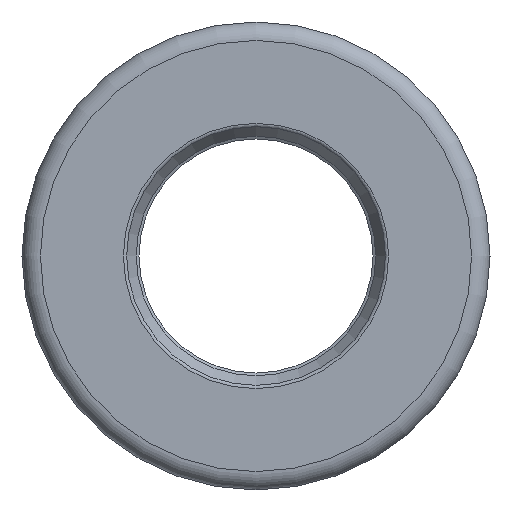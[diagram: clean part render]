
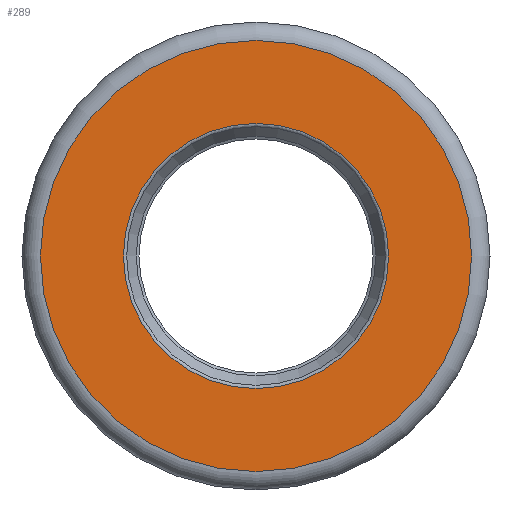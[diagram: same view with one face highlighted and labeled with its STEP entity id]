
A CAD part, left-side view. The second image highlights one B-rep face of the part: STEP entity #289.
In plain terms, the highlighted planar face has unit normal (-1, 0, 0).
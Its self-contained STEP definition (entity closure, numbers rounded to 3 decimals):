
#16=FACE_BOUND('',#56,.T.);
#18=PLANE('',#356);
#40=FACE_OUTER_BOUND('',#55,.T.);
#55=EDGE_LOOP('',(#263,#264));
#56=EDGE_LOOP('',(#265,#266));
#104=CIRCLE('',#353,7.193);
#105=CIRCLE('',#354,7.193);
#107=CIRCLE('',#357,11.7);
#108=CIRCLE('',#358,11.7);
#138=VERTEX_POINT('',#550);
#139=VERTEX_POINT('',#551);
#140=VERTEX_POINT('',#556);
#141=VERTEX_POINT('',#557);
#180=EDGE_CURVE('',#138,#139,#104,.T.);
#181=EDGE_CURVE('',#139,#138,#105,.T.);
#183=EDGE_CURVE('',#140,#141,#107,.T.);
#184=EDGE_CURVE('',#141,#140,#108,.T.);
#263=ORIENTED_EDGE('',*,*,#183,.F.);
#264=ORIENTED_EDGE('',*,*,#184,.F.);
#265=ORIENTED_EDGE('',*,*,#180,.T.);
#266=ORIENTED_EDGE('',*,*,#181,.T.);
#289=ADVANCED_FACE('',(#40,#16),#18,.T.);
#353=AXIS2_PLACEMENT_3D('',#552,#455,#456);
#354=AXIS2_PLACEMENT_3D('',#553,#457,#458);
#356=AXIS2_PLACEMENT_3D('',#555,#461,#462);
#357=AXIS2_PLACEMENT_3D('',#558,#463,#464);
#358=AXIS2_PLACEMENT_3D('',#559,#465,#466);
#455=DIRECTION('center_axis',(1.,0.,0.));
#456=DIRECTION('ref_axis',(0.,0.,-1.));
#457=DIRECTION('center_axis',(1.,0.,0.));
#458=DIRECTION('ref_axis',(0.,0.,-1.));
#461=DIRECTION('center_axis',(-1.,0.,0.));
#462=DIRECTION('ref_axis',(0.,0.,1.));
#463=DIRECTION('center_axis',(1.,0.,0.));
#464=DIRECTION('ref_axis',(0.,0.,-1.));
#465=DIRECTION('center_axis',(1.,0.,0.));
#466=DIRECTION('ref_axis',(0.,0.,-1.));
#550=CARTESIAN_POINT('',(0.,7.193,0.));
#551=CARTESIAN_POINT('',(0.,0.,7.193));
#552=CARTESIAN_POINT('Origin',(0.,0.,0.));
#553=CARTESIAN_POINT('Origin',(0.,0.,0.));
#555=CARTESIAN_POINT('Origin',(0.,11.7,0.));
#556=CARTESIAN_POINT('',(0.,11.7,0.));
#557=CARTESIAN_POINT('',(0.,0.,11.7));
#558=CARTESIAN_POINT('Origin',(0.,0.,0.));
#559=CARTESIAN_POINT('Origin',(0.,0.,0.));
